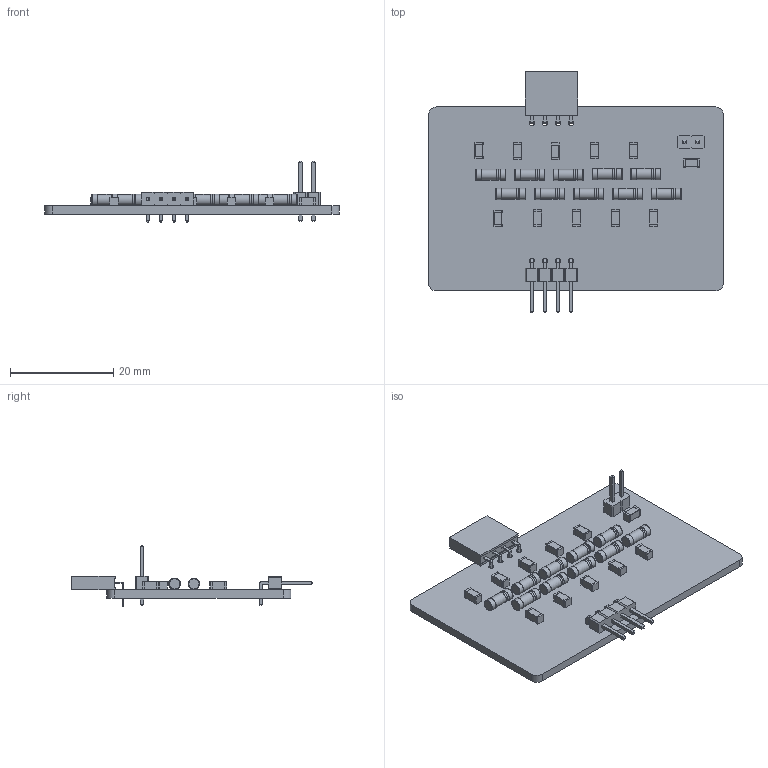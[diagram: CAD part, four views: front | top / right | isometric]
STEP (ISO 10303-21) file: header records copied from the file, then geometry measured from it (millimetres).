
FILE_DESCRIPTION(('KiCad electronic assembly'),'2;1');
FILE_NAME('2024_NE555_ChargePump_Expansion.step','2024-06-27T01:43:37',( 'Pcbnew'),('Kicad'),'Open CASCADE STEP processor 7.7', 'KiCad to STEP converter','Unknown');
FILE_SCHEMA(('AUTOMOTIVE_DESIGN { 1 0 10303 214 1 1 1 1 }'));
Length unit declared in the file: millimetre
Products named in the file (12): 2024_NE555_ChargePump_Expansion 1; D_MELF; D_MELF_Standard; C_1206_3216Metric; PinHeader_1x02_P2.54mm_Vertical; PinHeader_1x02_P254mm_Vertical; PinSocket_1x04_P2.54mm_Horizontal; PinSocket_1x04_P254mm_Horizontal; PinHeader_1x04_P2.54mm_Horizontal; PinHeader_1x04_P254mm_Horizontal; 2024_NE555_ChargePump_Expansion_PCB
Assembly tree (30 placements, depth 3):
  2024_NE555_ChargePump_Expansion 1
    D_MELF  x10
      D_MELF_Standard
    C_1206_3216Metric  x11
      C_1206_3216Metric
    PinHeader_1x02_P2.54mm_Vertical
      PinHeader_1x02_P254mm_Vertical
    PinSocket_1x04_P2.54mm_Horizontal
      PinSocket_1x04_P254mm_Horizontal
    PinHeader_1x04_P2.54mm_Horizontal
      PinHeader_1x04_P254mm_Horizontal
    2024_NE555_ChargePump_Expansion_PCB
Bounding box: 57.02 x 46.66 x 11.84 mm (x, y, z)
Volume: 3852.8 mm3; surface area: 5854.5 mm2
Topology: 25 solids, 25 shells, 772 faces, 1824 edges, 1188 vertices
Faces by surface type: plane 544, cylinder 208, revolution 20
Full cylindrical faces by diameter (mm): 1 x10, 2.1 x20, 2.12 x10, 2.2 x20
Entity records: 13811 total; most frequent: CARTESIAN_POINT 1941, ORIENTED_EDGE 1866, DIRECTION 1837, EDGE_CURVE 933, LINE 843, VECTOR 843, VERTEX_POINT 600, AXIS2_PLACEMENT_3D 496
